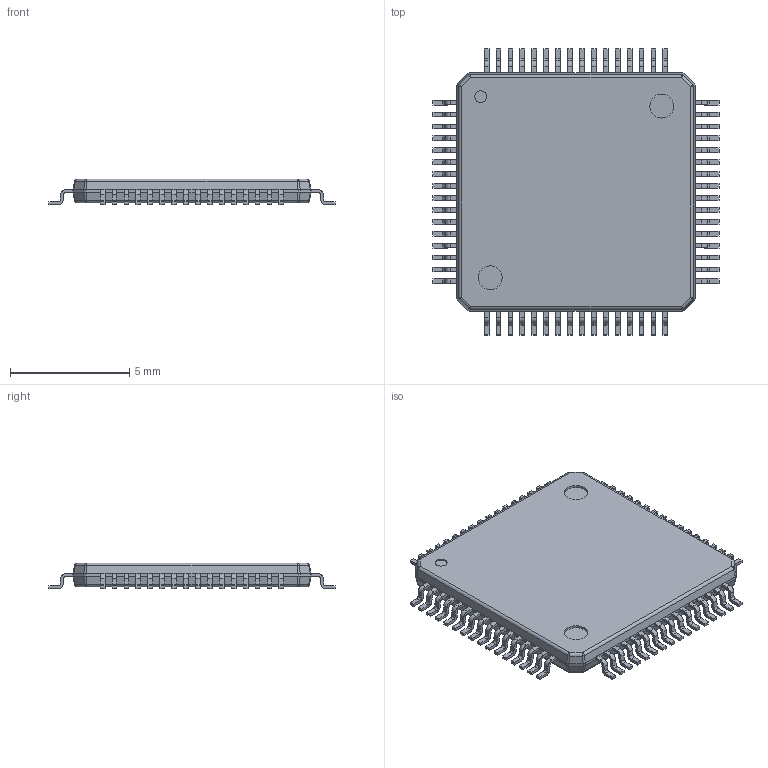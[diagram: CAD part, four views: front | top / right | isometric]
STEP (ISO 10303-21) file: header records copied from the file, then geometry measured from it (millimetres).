
FILE_DESCRIPTION((''),'2;1');
FILE_NAME('VEC64A_ASM','2015-07-08T',('a0412086'),(''),'PRO/ENGINEER BY PARAMETRIC TECHNOLOGY CORPORATION, 2011490','PRO/ENGINEER BY PARAMETRIC TECHNOLOGY CORPORATION, 2011490','');
FILE_SCHEMA(('AUTOMOTIVE_DESIGN { 1 0 10303 214 1 1 1 1 }'));
Length unit declared in the file: millimetre
Products named in the file (3): BODY_VEC64A; LEAD_VEC64A; VEC64A_ASM
Assembly tree (65 placements, depth 2):
  VEC64A_ASM
    BODY_VEC64A
    LEAD_VEC64A  x64
Bounding box: 12 x 12 x 1.09 mm (x, y, z)
Volume: 99.8 mm3; surface area: 289.3 mm2
Topology: 65 solids, 65 shells, 987 faces, 2482 edges, 1628 vertices
Faces by surface type: plane 669, cylinder 302, sphere 16
Entity records: 4512 total; most frequent: CARTESIAN_POINT 661, DIRECTION 612, ORIENTED_EDGE 428, AXIS2_PLACEMENT_3D 241, PRESENTATION_STYLE_ASSIGNMENT 216, STYLED_ITEM 216, CURVE_STYLE 214, EDGE_CURVE 214
